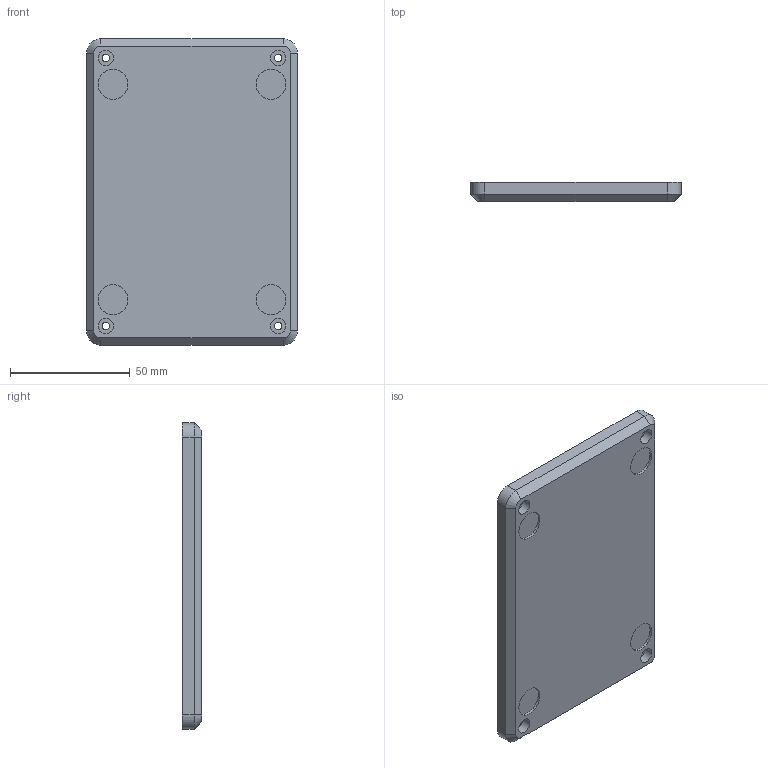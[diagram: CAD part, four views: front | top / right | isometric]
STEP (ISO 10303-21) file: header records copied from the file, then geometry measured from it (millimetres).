
FILE_DESCRIPTION(/* description */ (''),/* implementation_level */ '2;1');
FILE_NAME(/* name */ 'bottom.step',/* time_stamp */ '2023-11-28T14:53:36+01:00',/* author */ (''),/* organization */ (''),/* preprocessor_version */ 'ST-DEVELOPER v20',/* originating_system */ 'Autodesk Translation Framework v12.14.0.127',/* authorisation */ '');
FILE_SCHEMA (('AUTOMOTIVE_DESIGN { 1 0 10303 214 3 1 1 }'));
Products named in the file (1): bottom
Bounding box: 88.06 x 8 x 128 mm (x, y, z)
Volume: 17200.5 mm3; surface area: 29182.9 mm2
Topology: 1 solids, 1 shells, 1314 faces, 3626 edges, 2412 vertices
Faces by surface type: bspline 810, plane 468, cylinder 28, cone 8
Full cylindrical faces by diameter (mm): 3.2 x4, 6.5 x4, 8.9 x4, 12.5 x4
Entity records: 49143 total; most frequent: CARTESIAN_POINT 21123, ORIENTED_EDGE 7252, EDGE_CURVE 3626, DIRECTION 3088, VERTEX_POINT 2412, LINE 1934, VECTOR 1934, B_SPLINE_CURVE_WITH_KNOTS 1620
